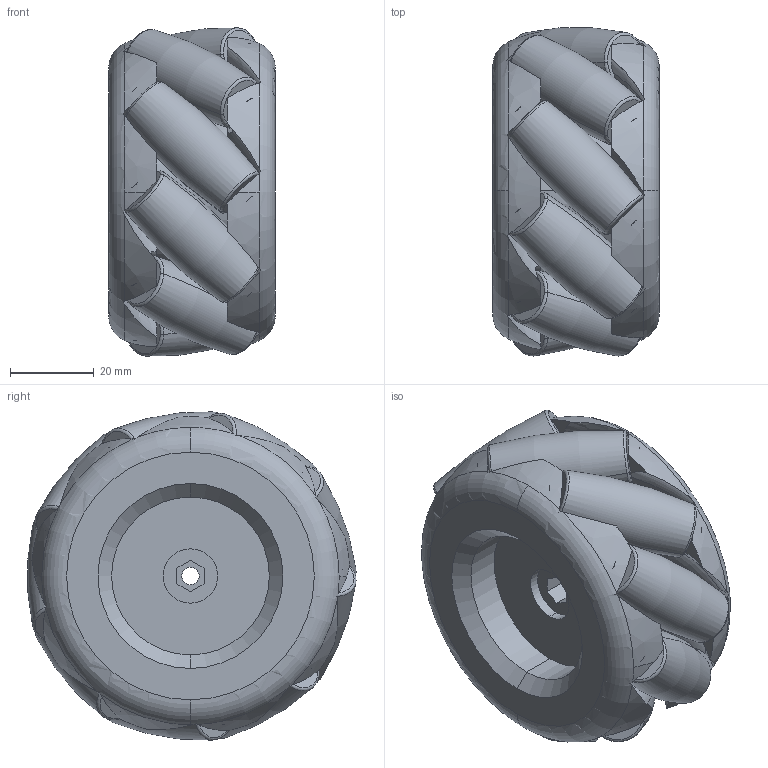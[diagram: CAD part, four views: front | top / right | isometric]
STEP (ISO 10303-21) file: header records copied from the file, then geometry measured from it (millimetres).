
FILE_DESCRIPTION (( 'STEP AP203' ), '1' );
FILE_NAME ('闔謫蚾饜.STEP', '2023-07-15T13:02:34', ( '' ), ( '' ), 'SwSTEP 2.0', 'SolidWorks 2021', '' );
FILE_SCHEMA (( 'CONFIG_CONTROL_DESIGN' ));
Length unit declared in the file: millimetre
Products named in the file (3): 幕赽; 闔謫; 闔謫蚾饜
Assembly tree (10 placements, depth 2):
  闔謫蚾饜
    闔謫
    幕赽  x9
Bounding box: 39.81 x 78.46 x 78.46 mm (x, y, z)
Volume: 114109.8 mm3; surface area: 41384.9 mm2
Topology: 10 solids, 10 shells, 306 faces, 692 edges, 448 vertices
Faces by surface type: plane 104, torus 94, cylinder 82, sphere 22, cone 4
Entity records: 7289 total; most frequent: CARTESIAN_POINT 2135, DIRECTION 1000, ORIENTED_EDGE 968, EDGE_CURVE 484, AXIS2_PLACEMENT_3D 455, VERTEX_POINT 320, CIRCLE 248, EDGE_LOOP 222
